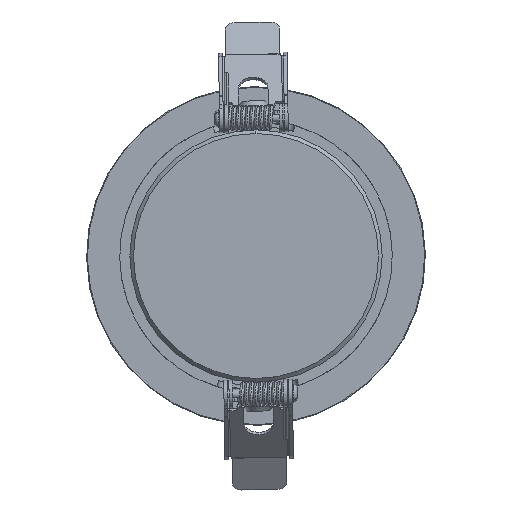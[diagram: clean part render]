
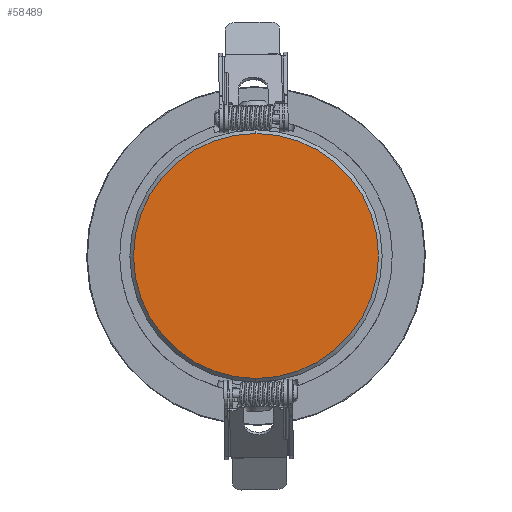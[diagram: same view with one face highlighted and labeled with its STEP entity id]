
A CAD part, front view. The second image highlights one B-rep face of the part: STEP entity #58489.
In plain terms, the highlighted planar face has unit normal (0, -1, 0).
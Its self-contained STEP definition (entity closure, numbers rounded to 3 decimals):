
#2248 = EDGE_LOOP ( 'NONE', ( #53492, #54399 ) ) ;
#5165 = DIRECTION ( 'NONE',  ( 0., 0., -1. ) ) ;
#7124 = CIRCLE ( 'NONE', #25399, 33.25 ) ;
#11953 = CARTESIAN_POINT ( 'NONE',  ( 0., -41.63, 0. ) ) ;
#16483 = AXIS2_PLACEMENT_3D ( 'NONE', #11953, #43613, #17286 ) ;
#17286 = DIRECTION ( 'NONE',  ( 0., 0., -1. ) ) ;
#22330 = CARTESIAN_POINT ( 'NONE',  ( 0., -41.63, 0. ) ) ;
#22879 = FACE_OUTER_BOUND ( 'NONE', #2248, .T. ) ;
#25399 = AXIS2_PLACEMENT_3D ( 'NONE', #22330, #54367, #5165 ) ;
#25473 = CARTESIAN_POINT ( 'NONE',  ( 0., -41.63, -33.25 ) ) ;
#26127 = PLANE ( 'NONE',  #16483 ) ;
#29793 = VERTEX_POINT ( 'NONE', #25473 ) ;
#30808 = CARTESIAN_POINT ( 'NONE',  ( 0., -41.63, 0. ) ) ;
#31581 = DIRECTION ( 'NONE',  ( 0., -1., 0. ) ) ;
#36080 = EDGE_CURVE ( 'NONE', #29793, #43403, #7124, .T. ) ;
#39866 = DIRECTION ( 'NONE',  ( 0., 0., -1. ) ) ;
#43403 = VERTEX_POINT ( 'NONE', #44473 ) ;
#43613 = DIRECTION ( 'NONE',  ( 0., -1., 0. ) ) ;
#44473 = CARTESIAN_POINT ( 'NONE',  ( 0., -41.63, 33.25 ) ) ;
#44883 = AXIS2_PLACEMENT_3D ( 'NONE', #30808, #31581, #39866 ) ;
#53492 = ORIENTED_EDGE ( 'NONE', *, *, #53753, .T. ) ;
#53753 = EDGE_CURVE ( 'NONE', #43403, #29793, #54801, .T. ) ;
#54367 = DIRECTION ( 'NONE',  ( 0., -1., 0. ) ) ;
#54399 = ORIENTED_EDGE ( 'NONE', *, *, #36080, .T. ) ;
#54801 = CIRCLE ( 'NONE', #44883, 33.25 ) ;
#58489 = ADVANCED_FACE ( 'NONE', ( #22879 ), #26127, .T. ) ;
